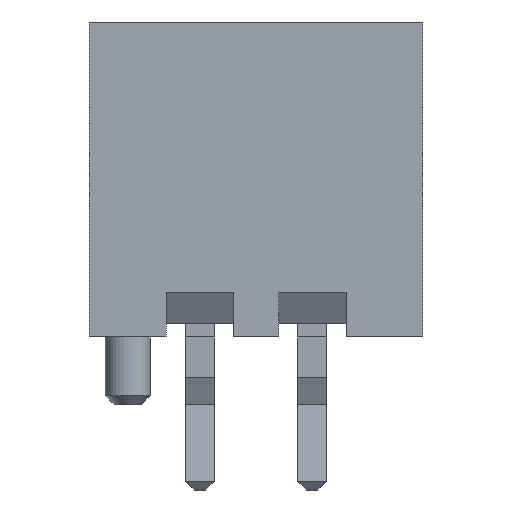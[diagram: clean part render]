
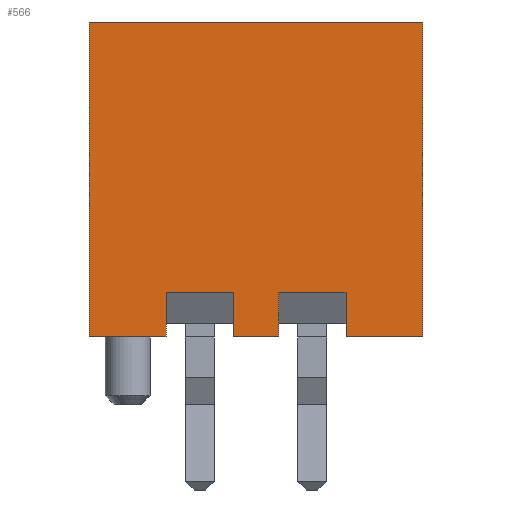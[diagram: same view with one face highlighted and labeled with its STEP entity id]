
A CAD part, front view. The second image highlights one B-rep face of the part: STEP entity #566.
In plain terms, the highlighted planar face has unit normal (0, -1, 0).
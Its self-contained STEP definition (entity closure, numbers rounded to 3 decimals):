
#177 = VERTEX_POINT('',#178);
#178 = CARTESIAN_POINT('',(4.95,-3.4,7.));
#184 = EDGE_CURVE('',#177,#185,#187,.T.);
#185 = VERTEX_POINT('',#186);
#186 = CARTESIAN_POINT('',(-2.45,-3.4,7.));
#187 = LINE('',#188,#189);
#188 = CARTESIAN_POINT('',(4.95,-3.4,7.));
#189 = VECTOR('',#190,1.);
#190 = DIRECTION('',(-1.,0.,0.));
#223 = VERTEX_POINT('',#224);
#224 = CARTESIAN_POINT('',(-2.45,-3.4,0.));
#232 = EDGE_CURVE('',#223,#185,#233,.T.);
#233 = LINE('',#234,#235);
#234 = CARTESIAN_POINT('',(-2.45,-3.4,0.));
#235 = VECTOR('',#236,1.);
#236 = DIRECTION('',(0.,0.,1.));
#516 = VERTEX_POINT('',#517);
#517 = CARTESIAN_POINT('',(4.95,-3.4,0.));
#556 = EDGE_CURVE('',#516,#177,#557,.T.);
#557 = LINE('',#558,#559);
#558 = CARTESIAN_POINT('',(4.95,-3.4,0.));
#559 = VECTOR('',#560,1.);
#560 = DIRECTION('',(0.,0.,1.));
#566 = ADVANCED_FACE('',(#567),#642,.T.);
#567 = FACE_BOUND('',#568,.T.);
#568 = EDGE_LOOP('',(#569,#577,#578,#579,#580,#588,#596,#604,#612,#620,
    #628,#636));
#569 = ORIENTED_EDGE('',*,*,#570,.F.);
#570 = EDGE_CURVE('',#516,#571,#573,.T.);
#571 = VERTEX_POINT('',#572);
#572 = CARTESIAN_POINT('',(3.25,-3.4,0.));
#573 = LINE('',#574,#575);
#574 = CARTESIAN_POINT('',(4.95,-3.4,0.));
#575 = VECTOR('',#576,1.);
#576 = DIRECTION('',(-1.,0.,0.));
#577 = ORIENTED_EDGE('',*,*,#556,.T.);
#578 = ORIENTED_EDGE('',*,*,#184,.T.);
#579 = ORIENTED_EDGE('',*,*,#232,.F.);
#580 = ORIENTED_EDGE('',*,*,#581,.F.);
#581 = EDGE_CURVE('',#582,#223,#584,.T.);
#582 = VERTEX_POINT('',#583);
#583 = CARTESIAN_POINT('',(-0.75,-3.4,0.));
#584 = LINE('',#585,#586);
#585 = CARTESIAN_POINT('',(4.95,-3.4,0.));
#586 = VECTOR('',#587,1.);
#587 = DIRECTION('',(-1.,0.,0.));
#588 = ORIENTED_EDGE('',*,*,#589,.F.);
#589 = EDGE_CURVE('',#590,#582,#592,.T.);
#590 = VERTEX_POINT('',#591);
#591 = CARTESIAN_POINT('',(-0.75,-3.4,1.));
#592 = LINE('',#593,#594);
#593 = CARTESIAN_POINT('',(-0.75,-3.4,1.));
#594 = VECTOR('',#595,1.);
#595 = DIRECTION('',(0.,0.,-1.));
#596 = ORIENTED_EDGE('',*,*,#597,.F.);
#597 = EDGE_CURVE('',#598,#590,#600,.T.);
#598 = VERTEX_POINT('',#599);
#599 = CARTESIAN_POINT('',(0.75,-3.4,1.));
#600 = LINE('',#601,#602);
#601 = CARTESIAN_POINT('',(0.75,-3.4,1.));
#602 = VECTOR('',#603,1.);
#603 = DIRECTION('',(-1.,0.,0.));
#604 = ORIENTED_EDGE('',*,*,#605,.T.);
#605 = EDGE_CURVE('',#598,#606,#608,.T.);
#606 = VERTEX_POINT('',#607);
#607 = CARTESIAN_POINT('',(0.75,-3.4,0.));
#608 = LINE('',#609,#610);
#609 = CARTESIAN_POINT('',(0.75,-3.4,1.));
#610 = VECTOR('',#611,1.);
#611 = DIRECTION('',(0.,0.,-1.));
#612 = ORIENTED_EDGE('',*,*,#613,.F.);
#613 = EDGE_CURVE('',#614,#606,#616,.T.);
#614 = VERTEX_POINT('',#615);
#615 = CARTESIAN_POINT('',(1.75,-3.4,0.));
#616 = LINE('',#617,#618);
#617 = CARTESIAN_POINT('',(4.95,-3.4,0.));
#618 = VECTOR('',#619,1.);
#619 = DIRECTION('',(-1.,0.,0.));
#620 = ORIENTED_EDGE('',*,*,#621,.F.);
#621 = EDGE_CURVE('',#622,#614,#624,.T.);
#622 = VERTEX_POINT('',#623);
#623 = CARTESIAN_POINT('',(1.75,-3.4,1.));
#624 = LINE('',#625,#626);
#625 = CARTESIAN_POINT('',(1.75,-3.4,1.));
#626 = VECTOR('',#627,1.);
#627 = DIRECTION('',(0.,0.,-1.));
#628 = ORIENTED_EDGE('',*,*,#629,.F.);
#629 = EDGE_CURVE('',#630,#622,#632,.T.);
#630 = VERTEX_POINT('',#631);
#631 = CARTESIAN_POINT('',(3.25,-3.4,1.));
#632 = LINE('',#633,#634);
#633 = CARTESIAN_POINT('',(3.25,-3.4,1.));
#634 = VECTOR('',#635,1.);
#635 = DIRECTION('',(-1.,0.,0.));
#636 = ORIENTED_EDGE('',*,*,#637,.T.);
#637 = EDGE_CURVE('',#630,#571,#638,.T.);
#638 = LINE('',#639,#640);
#639 = CARTESIAN_POINT('',(3.25,-3.4,1.));
#640 = VECTOR('',#641,1.);
#641 = DIRECTION('',(0.,0.,-1.));
#642 = PLANE('',#643);
#643 = AXIS2_PLACEMENT_3D('',#644,#645,#646);
#644 = CARTESIAN_POINT('',(4.95,-3.4,0.));
#645 = DIRECTION('',(0.,-1.,0.));
#646 = DIRECTION('',(-1.,0.,0.));
